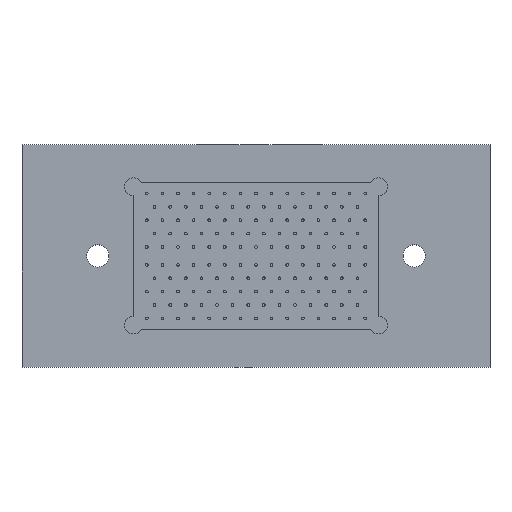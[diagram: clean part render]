
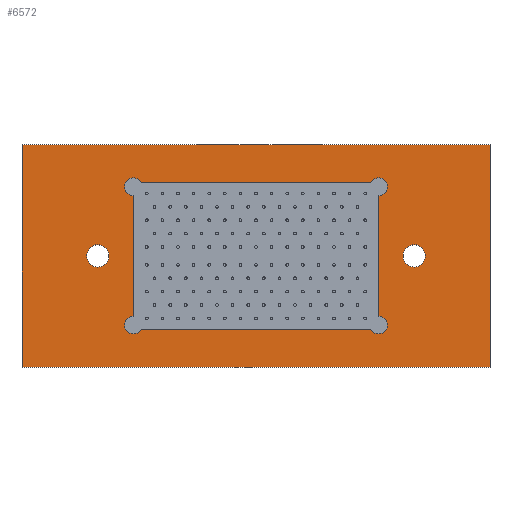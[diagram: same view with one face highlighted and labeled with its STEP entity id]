
A CAD part, top view. The second image highlights one B-rep face of the part: STEP entity #6572.
In plain terms, the highlighted planar face has unit normal (0, 0, 1).
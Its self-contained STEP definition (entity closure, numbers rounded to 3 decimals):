
#38=CIRCLE('',#6941,2.);
#39=CIRCLE('',#6942,2.);
#40=CIRCLE('',#6943,2.);
#41=CIRCLE('',#6944,2.);
#42=CIRCLE('',#6945,2.5);
#43=CIRCLE('',#6946,2.5);
#577=ORIENTED_EDGE('',*,*,#1473,.T.);
#578=ORIENTED_EDGE('',*,*,#1474,.T.);
#579=ORIENTED_EDGE('',*,*,#1475,.T.);
#580=ORIENTED_EDGE('',*,*,#1476,.T.);
#581=ORIENTED_EDGE('',*,*,#1477,.T.);
#582=ORIENTED_EDGE('',*,*,#1478,.T.);
#583=ORIENTED_EDGE('',*,*,#1479,.T.);
#584=ORIENTED_EDGE('',*,*,#1480,.T.);
#585=ORIENTED_EDGE('',*,*,#1481,.F.);
#586=ORIENTED_EDGE('',*,*,#1482,.F.);
#587=ORIENTED_EDGE('',*,*,#1467,.T.);
#588=ORIENTED_EDGE('',*,*,#1470,.T.);
#589=ORIENTED_EDGE('',*,*,#1472,.T.);
#590=ORIENTED_EDGE('',*,*,#1428,.T.);
#1428=EDGE_CURVE('',#1879,#1878,#2282,.T.);
#1467=EDGE_CURVE('',#1878,#1916,#2308,.T.);
#1470=EDGE_CURVE('',#1916,#1918,#2311,.T.);
#1472=EDGE_CURVE('',#1918,#1879,#2313,.T.);
#1473=EDGE_CURVE('',#1919,#1920,#38,.T.);
#1474=EDGE_CURVE('',#1920,#1921,#2314,.T.);
#1475=EDGE_CURVE('',#1921,#1922,#39,.T.);
#1476=EDGE_CURVE('',#1922,#1923,#2315,.T.);
#1477=EDGE_CURVE('',#1923,#1924,#40,.T.);
#1478=EDGE_CURVE('',#1924,#1925,#2316,.T.);
#1479=EDGE_CURVE('',#1925,#1926,#41,.T.);
#1480=EDGE_CURVE('',#1926,#1919,#2317,.T.);
#1481=EDGE_CURVE('',#1927,#1927,#42,.T.);
#1482=EDGE_CURVE('',#1928,#1928,#43,.T.);
#1878=VERTEX_POINT('',#9047);
#1879=VERTEX_POINT('',#9049);
#1916=VERTEX_POINT('',#9213);
#1918=VERTEX_POINT('',#9219);
#1919=VERTEX_POINT('',#9226);
#1920=VERTEX_POINT('',#9227);
#1921=VERTEX_POINT('',#9229);
#1922=VERTEX_POINT('',#9231);
#1923=VERTEX_POINT('',#9233);
#1924=VERTEX_POINT('',#9235);
#1925=VERTEX_POINT('',#9237);
#1926=VERTEX_POINT('',#9239);
#1927=VERTEX_POINT('',#9242);
#1928=VERTEX_POINT('',#9244);
#2282=LINE('',#9048,#2402);
#2308=LINE('',#9214,#2428);
#2311=LINE('',#9220,#2431);
#2313=LINE('',#9223,#2433);
#2314=LINE('',#9228,#2434);
#2315=LINE('',#9232,#2435);
#2316=LINE('',#9236,#2436);
#2317=LINE('',#9240,#2437);
#2402=VECTOR('',#7601,1000.);
#2428=VECTOR('',#7641,1000.);
#2431=VECTOR('',#7646,1000.);
#2433=VECTOR('',#7650,1000.);
#2434=VECTOR('',#7655,1000.);
#2435=VECTOR('',#7658,1000.);
#2436=VECTOR('',#7661,1000.);
#2437=VECTOR('',#7664,1000.);
#2527=EDGE_LOOP('',(#577,#578,#579,#580,#581,#582,#583,#584));
#2528=EDGE_LOOP('',(#585));
#2529=EDGE_LOOP('',(#586));
#2530=EDGE_LOOP('',(#587,#588,#589,#590));
#3199=FACE_BOUND('',#2527,.T.);
#3200=FACE_BOUND('',#2528,.T.);
#3201=FACE_BOUND('',#2529,.T.);
#3202=FACE_BOUND('',#2530,.T.);
#3864=PLANE('',#6940);
#6572=ADVANCED_FACE('',(#3199,#3200,#3201,#3202),#3864,.T.);
#6940=AXIS2_PLACEMENT_3D('',#9224,#7651,#7652);
#6941=AXIS2_PLACEMENT_3D('',#9225,#7653,#7654);
#6942=AXIS2_PLACEMENT_3D('',#9230,#7656,#7657);
#6943=AXIS2_PLACEMENT_3D('',#9234,#7659,#7660);
#6944=AXIS2_PLACEMENT_3D('',#9238,#7662,#7663);
#6945=AXIS2_PLACEMENT_3D('',#9241,#7665,#7666);
#6946=AXIS2_PLACEMENT_3D('',#9243,#7667,#7668);
#7601=DIRECTION('',(-1.,0.,0.));
#7641=DIRECTION('',(0.,-1.,0.));
#7646=DIRECTION('',(1.,0.,0.));
#7650=DIRECTION('',(0.,1.,0.));
#7651=DIRECTION('',(0.,0.,1.));
#7652=DIRECTION('',(1.,0.,0.));
#7653=DIRECTION('',(0.,0.,-1.));
#7654=DIRECTION('',(1.,0.,0.));
#7655=DIRECTION('',(0.,1.,0.));
#7656=DIRECTION('',(0.,0.,-1.));
#7657=DIRECTION('',(1.,0.,0.));
#7658=DIRECTION('',(1.,0.,0.));
#7659=DIRECTION('',(0.,0.,-1.));
#7660=DIRECTION('',(-1.,0.,0.));
#7661=DIRECTION('',(0.,-1.,0.));
#7662=DIRECTION('',(0.,0.,-1.));
#7663=DIRECTION('',(-1.,0.,0.));
#7664=DIRECTION('',(-1.,0.,0.));
#7665=DIRECTION('',(0.,0.,1.));
#7666=DIRECTION('',(1.,0.,0.));
#7667=DIRECTION('',(0.,0.,1.));
#7668=DIRECTION('',(1.,0.,0.));
#9047=CARTESIAN_POINT('',(-52.5,25.,15.));
#9048=CARTESIAN_POINT('',(52.5,25.,15.));
#9049=CARTESIAN_POINT('',(52.5,25.,15.));
#9213=CARTESIAN_POINT('',(-52.5,-25.,15.));
#9214=CARTESIAN_POINT('',(-52.5,25.,15.));
#9219=CARTESIAN_POINT('',(52.5,-25.,15.));
#9220=CARTESIAN_POINT('',(-52.5,-25.,15.));
#9223=CARTESIAN_POINT('',(52.5,-25.,15.));
#9224=CARTESIAN_POINT('',(-52.5,-25.,15.));
#9225=CARTESIAN_POINT('',(-27.5,-15.5,15.));
#9226=CARTESIAN_POINT('',(-25.714,-16.4,15.));
#9227=CARTESIAN_POINT('',(-27.5,-13.5,15.));
#9228=CARTESIAN_POINT('',(-27.5,13.5,15.));
#9229=CARTESIAN_POINT('',(-27.5,13.5,15.));
#9230=CARTESIAN_POINT('',(-27.5,15.5,15.));
#9231=CARTESIAN_POINT('',(-25.714,16.4,15.));
#9232=CARTESIAN_POINT('',(25.714,16.4,15.));
#9233=CARTESIAN_POINT('',(25.714,16.4,15.));
#9234=CARTESIAN_POINT('',(27.5,15.5,15.));
#9235=CARTESIAN_POINT('',(27.5,13.5,15.));
#9236=CARTESIAN_POINT('',(27.5,-13.5,15.));
#9237=CARTESIAN_POINT('',(27.5,-13.5,15.));
#9238=CARTESIAN_POINT('',(27.5,-15.5,15.));
#9239=CARTESIAN_POINT('',(25.714,-16.4,15.));
#9240=CARTESIAN_POINT('',(-25.714,-16.4,15.));
#9241=CARTESIAN_POINT('',(-35.5,0.,15.));
#9242=CARTESIAN_POINT('',(-33.,0.,15.));
#9243=CARTESIAN_POINT('',(35.5,0.,15.));
#9244=CARTESIAN_POINT('',(38.,0.,15.));
